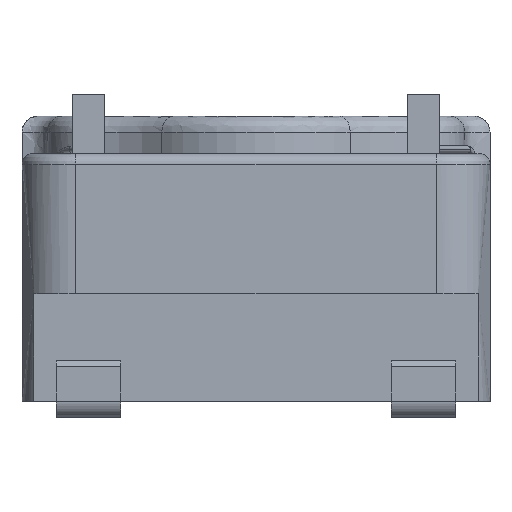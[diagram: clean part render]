
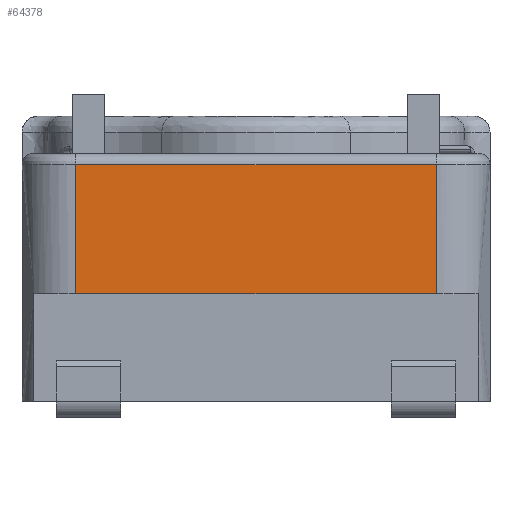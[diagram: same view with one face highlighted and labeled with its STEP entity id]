
A CAD part, front view. The second image highlights one B-rep face of the part: STEP entity #64378.
In plain terms, the highlighted free-form (B-spline) face has degree [1, 1] with [2, 2] control points.
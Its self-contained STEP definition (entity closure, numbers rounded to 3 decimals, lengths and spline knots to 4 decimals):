
#62876 = VERTEX_POINT('',#62877);
#62877 = CARTESIAN_POINT('',(3.3991,-5.0733,
    2.0293));
#62883 = EDGE_CURVE('',#62876,#62884,#62886,.T.);
#62884 = VERTEX_POINT('',#62885);
#62885 = CARTESIAN_POINT('',(-3.3991,-5.0733,
    2.0293));
#62886 = B_SPLINE_CURVE_WITH_KNOTS('',1,(#62887,#62888),.UNSPECIFIED.,
  .F.,.F.,(2,2),(1.,7.7),.PIECEWISE_BEZIER_KNOTS.);
#62887 = CARTESIAN_POINT('',(3.3991,-5.0733,
    2.0293));
#62888 = CARTESIAN_POINT('',(-3.3991,-5.0733,
    2.0293));
#64357 = EDGE_CURVE('',#64358,#62884,#64360,.T.);
#64358 = VERTEX_POINT('',#64359);
#64359 = CARTESIAN_POINT('',(-3.3991,-5.0733,
    4.4645));
#64360 = B_SPLINE_CURVE_WITH_KNOTS('',1,(#64361,#64362),.UNSPECIFIED.,
  .F.,.F.,(2,2),(0.2,2.6),.PIECEWISE_BEZIER_KNOTS.);
#64361 = CARTESIAN_POINT('',(-3.3991,-5.0733,
    4.4645));
#64362 = CARTESIAN_POINT('',(-3.3991,-5.0733,
    2.0293));
#64378 = ADVANCED_FACE('',(#64379),#64395,.T.);
#64379 = FACE_BOUND('',#64380,.T.);
#64380 = EDGE_LOOP('',(#64381,#64382,#64389,#64394));
#64381 = ORIENTED_EDGE('',*,*,#62883,.F.);
#64382 = ORIENTED_EDGE('',*,*,#64383,.F.);
#64383 = EDGE_CURVE('',#64384,#62876,#64386,.T.);
#64384 = VERTEX_POINT('',#64385);
#64385 = CARTESIAN_POINT('',(3.3991,-5.0733,
    4.4645));
#64386 = B_SPLINE_CURVE_WITH_KNOTS('',1,(#64387,#64388),.UNSPECIFIED.,
  .F.,.F.,(2,2),(0.2,2.6),.PIECEWISE_BEZIER_KNOTS.);
#64387 = CARTESIAN_POINT('',(3.3991,-5.0733,
    4.4645));
#64388 = CARTESIAN_POINT('',(3.3991,-5.0733,
    2.0293));
#64389 = ORIENTED_EDGE('',*,*,#64390,.T.);
#64390 = EDGE_CURVE('',#64384,#64358,#64391,.T.);
#64391 = B_SPLINE_CURVE_WITH_KNOTS('',1,(#64392,#64393),.UNSPECIFIED.,
  .F.,.F.,(2,2),(0.,6.7),.PIECEWISE_BEZIER_KNOTS.);
#64392 = CARTESIAN_POINT('',(3.3991,-5.0733,
    4.4645));
#64393 = CARTESIAN_POINT('',(-3.3991,-5.0733,
    4.4645));
#64394 = ORIENTED_EDGE('',*,*,#64357,.T.);
#64395 = B_SPLINE_SURFACE_WITH_KNOTS('',1,1,(
    (#64396,#64397)
    ,(#64398,#64399
    )),.UNSPECIFIED.,.F.,.F.,.F.,(2,2),(2,2),(0.2,2.6),(-6.7,0.),
  .PIECEWISE_BEZIER_KNOTS.);
#64396 = CARTESIAN_POINT('',(-3.3991,-5.0733,
    4.4645));
#64397 = CARTESIAN_POINT('',(3.3991,-5.0733,
    4.4645));
#64398 = CARTESIAN_POINT('',(-3.3991,-5.0733,
    2.0293));
#64399 = CARTESIAN_POINT('',(3.3991,-5.0733,
    2.0293));
